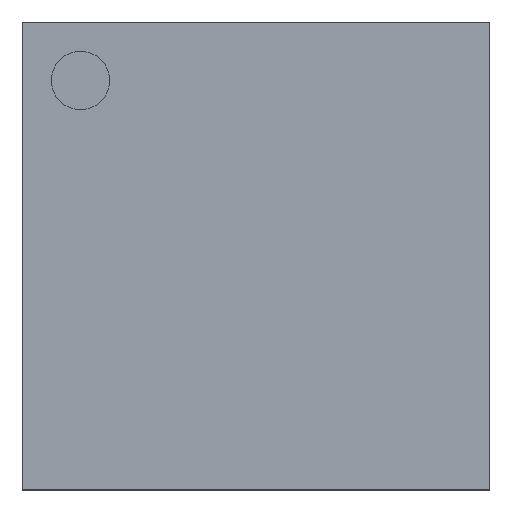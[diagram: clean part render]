
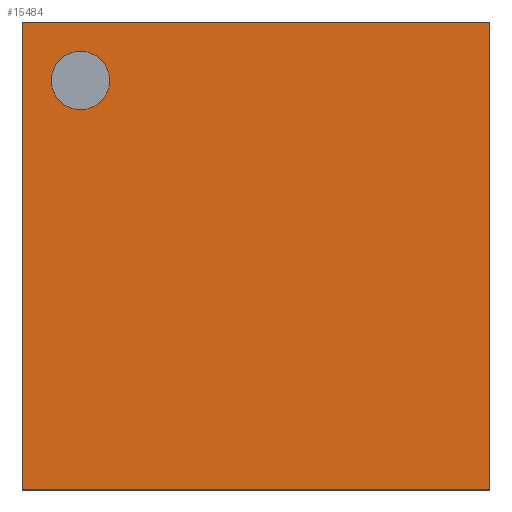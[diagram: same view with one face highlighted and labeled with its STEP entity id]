
A CAD part, top view. The second image highlights one B-rep face of the part: STEP entity #15484.
In plain terms, the highlighted planar face has unit normal (0, 0, 1).
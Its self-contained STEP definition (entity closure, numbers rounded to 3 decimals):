
#15295 = VERTEX_POINT('',#15296);
#15296 = CARTESIAN_POINT('',(-9.,-9.,1.2));
#15303 = PLANE('',#15304);
#15304 = AXIS2_PLACEMENT_3D('',#15305,#15306,#15307);
#15305 = CARTESIAN_POINT('',(-9.,-9.,0.43));
#15306 = DIRECTION('',(1.,0.,0.));
#15307 = DIRECTION('',(0.,0.,1.));
#15315 = PLANE('',#15316);
#15316 = AXIS2_PLACEMENT_3D('',#15317,#15318,#15319);
#15317 = CARTESIAN_POINT('',(-9.,-9.,0.43));
#15318 = DIRECTION('',(0.,1.,0.));
#15319 = DIRECTION('',(0.,0.,1.));
#15356 = VERTEX_POINT('',#15357);
#15357 = CARTESIAN_POINT('',(-9.,9.,1.2));
#15371 = PLANE('',#15372);
#15372 = AXIS2_PLACEMENT_3D('',#15373,#15374,#15375);
#15373 = CARTESIAN_POINT('',(-9.,9.,0.43));
#15374 = DIRECTION('',(0.,1.,0.));
#15375 = DIRECTION('',(0.,0.,1.));
#15383 = EDGE_CURVE('',#15295,#15356,#15384,.T.);
#15384 = SURFACE_CURVE('',#15385,(#15389,#15396),.PCURVE_S1.);
#15385 = LINE('',#15386,#15387);
#15386 = CARTESIAN_POINT('',(-9.,-9.,1.2));
#15387 = VECTOR('',#15388,1.);
#15388 = DIRECTION('',(0.,1.,0.));
#15389 = PCURVE('',#15303,#15390);
#15390 = DEFINITIONAL_REPRESENTATION('',(#15391),#15395);
#15391 = LINE('',#15392,#15393);
#15392 = CARTESIAN_POINT('',(0.77,0.));
#15393 = VECTOR('',#15394,1.);
#15394 = DIRECTION('',(0.,-1.));
#15395 = ( GEOMETRIC_REPRESENTATION_CONTEXT(2) 
PARAMETRIC_REPRESENTATION_CONTEXT() REPRESENTATION_CONTEXT('2D SPACE',''
  ) );
#15396 = PCURVE('',#15397,#15402);
#15397 = PLANE('',#15398);
#15398 = AXIS2_PLACEMENT_3D('',#15399,#15400,#15401);
#15399 = CARTESIAN_POINT('',(-9.,-9.,1.2));
#15400 = DIRECTION('',(0.,0.,1.));
#15401 = DIRECTION('',(1.,0.,0.));
#15402 = DEFINITIONAL_REPRESENTATION('',(#15403),#15407);
#15403 = LINE('',#15404,#15405);
#15404 = CARTESIAN_POINT('',(0.,0.));
#15405 = VECTOR('',#15406,1.);
#15406 = DIRECTION('',(0.,1.));
#15407 = ( GEOMETRIC_REPRESENTATION_CONTEXT(2) 
PARAMETRIC_REPRESENTATION_CONTEXT() REPRESENTATION_CONTEXT('2D SPACE',''
  ) );
#15436 = EDGE_CURVE('',#15295,#15437,#15439,.T.);
#15437 = VERTEX_POINT('',#15438);
#15438 = CARTESIAN_POINT('',(9.,-9.,1.2));
#15439 = SURFACE_CURVE('',#15440,(#15444,#15451),.PCURVE_S1.);
#15440 = LINE('',#15441,#15442);
#15441 = CARTESIAN_POINT('',(-9.,-9.,1.2));
#15442 = VECTOR('',#15443,1.);
#15443 = DIRECTION('',(1.,0.,0.));
#15444 = PCURVE('',#15315,#15445);
#15445 = DEFINITIONAL_REPRESENTATION('',(#15446),#15450);
#15446 = LINE('',#15447,#15448);
#15447 = CARTESIAN_POINT('',(0.77,0.));
#15448 = VECTOR('',#15449,1.);
#15449 = DIRECTION('',(0.,1.));
#15450 = ( GEOMETRIC_REPRESENTATION_CONTEXT(2) 
PARAMETRIC_REPRESENTATION_CONTEXT() REPRESENTATION_CONTEXT('2D SPACE',''
  ) );
#15451 = PCURVE('',#15397,#15452);
#15452 = DEFINITIONAL_REPRESENTATION('',(#15453),#15457);
#15453 = LINE('',#15454,#15455);
#15454 = CARTESIAN_POINT('',(0.,0.));
#15455 = VECTOR('',#15456,1.);
#15456 = DIRECTION('',(1.,0.));
#15457 = ( GEOMETRIC_REPRESENTATION_CONTEXT(2) 
PARAMETRIC_REPRESENTATION_CONTEXT() REPRESENTATION_CONTEXT('2D SPACE',''
  ) );
#15473 = PLANE('',#15474);
#15474 = AXIS2_PLACEMENT_3D('',#15475,#15476,#15477);
#15475 = CARTESIAN_POINT('',(9.,-9.,0.43));
#15476 = DIRECTION('',(1.,0.,0.));
#15477 = DIRECTION('',(0.,0.,1.));
#15484 = ADVANCED_FACE('',(#15485,#15533),#15397,.T.);
#15485 = FACE_BOUND('',#15486,.T.);
#15486 = EDGE_LOOP('',(#15487,#15488,#15489,#15512));
#15487 = ORIENTED_EDGE('',*,*,#15383,.F.);
#15488 = ORIENTED_EDGE('',*,*,#15436,.T.);
#15489 = ORIENTED_EDGE('',*,*,#15490,.T.);
#15490 = EDGE_CURVE('',#15437,#15491,#15493,.T.);
#15491 = VERTEX_POINT('',#15492);
#15492 = CARTESIAN_POINT('',(9.,9.,1.2));
#15493 = SURFACE_CURVE('',#15494,(#15498,#15505),.PCURVE_S1.);
#15494 = LINE('',#15495,#15496);
#15495 = CARTESIAN_POINT('',(9.,-9.,1.2));
#15496 = VECTOR('',#15497,1.);
#15497 = DIRECTION('',(0.,1.,0.));
#15498 = PCURVE('',#15397,#15499);
#15499 = DEFINITIONAL_REPRESENTATION('',(#15500),#15504);
#15500 = LINE('',#15501,#15502);
#15501 = CARTESIAN_POINT('',(18.,0.));
#15502 = VECTOR('',#15503,1.);
#15503 = DIRECTION('',(0.,1.));
#15504 = ( GEOMETRIC_REPRESENTATION_CONTEXT(2) 
PARAMETRIC_REPRESENTATION_CONTEXT() REPRESENTATION_CONTEXT('2D SPACE',''
  ) );
#15505 = PCURVE('',#15473,#15506);
#15506 = DEFINITIONAL_REPRESENTATION('',(#15507),#15511);
#15507 = LINE('',#15508,#15509);
#15508 = CARTESIAN_POINT('',(0.77,0.));
#15509 = VECTOR('',#15510,1.);
#15510 = DIRECTION('',(0.,-1.));
#15511 = ( GEOMETRIC_REPRESENTATION_CONTEXT(2) 
PARAMETRIC_REPRESENTATION_CONTEXT() REPRESENTATION_CONTEXT('2D SPACE',''
  ) );
#15512 = ORIENTED_EDGE('',*,*,#15513,.F.);
#15513 = EDGE_CURVE('',#15356,#15491,#15514,.T.);
#15514 = SURFACE_CURVE('',#15515,(#15519,#15526),.PCURVE_S1.);
#15515 = LINE('',#15516,#15517);
#15516 = CARTESIAN_POINT('',(-9.,9.,1.2));
#15517 = VECTOR('',#15518,1.);
#15518 = DIRECTION('',(1.,0.,0.));
#15519 = PCURVE('',#15397,#15520);
#15520 = DEFINITIONAL_REPRESENTATION('',(#15521),#15525);
#15521 = LINE('',#15522,#15523);
#15522 = CARTESIAN_POINT('',(0.,18.));
#15523 = VECTOR('',#15524,1.);
#15524 = DIRECTION('',(1.,0.));
#15525 = ( GEOMETRIC_REPRESENTATION_CONTEXT(2) 
PARAMETRIC_REPRESENTATION_CONTEXT() REPRESENTATION_CONTEXT('2D SPACE',''
  ) );
#15526 = PCURVE('',#15371,#15527);
#15527 = DEFINITIONAL_REPRESENTATION('',(#15528),#15532);
#15528 = LINE('',#15529,#15530);
#15529 = CARTESIAN_POINT('',(0.77,0.));
#15530 = VECTOR('',#15531,1.);
#15531 = DIRECTION('',(0.,1.));
#15532 = ( GEOMETRIC_REPRESENTATION_CONTEXT(2) 
PARAMETRIC_REPRESENTATION_CONTEXT() REPRESENTATION_CONTEXT('2D SPACE',''
  ) );
#15533 = FACE_BOUND('',#15534,.T.);
#15534 = EDGE_LOOP('',(#15535));
#15535 = ORIENTED_EDGE('',*,*,#15536,.F.);
#15536 = EDGE_CURVE('',#15537,#15537,#15539,.T.);
#15537 = VERTEX_POINT('',#15538);
#15538 = CARTESIAN_POINT('',(-5.625,6.75,1.2));
#15539 = SURFACE_CURVE('',#15540,(#15545,#15552),.PCURVE_S1.);
#15540 = CIRCLE('',#15541,1.125);
#15541 = AXIS2_PLACEMENT_3D('',#15542,#15543,#15544);
#15542 = CARTESIAN_POINT('',(-6.75,6.75,1.2));
#15543 = DIRECTION('',(0.,0.,1.));
#15544 = DIRECTION('',(1.,0.,0.));
#15545 = PCURVE('',#15397,#15546);
#15546 = DEFINITIONAL_REPRESENTATION('',(#15547),#15551);
#15547 = CIRCLE('',#15548,1.125);
#15548 = AXIS2_PLACEMENT_2D('',#15549,#15550);
#15549 = CARTESIAN_POINT('',(2.25,15.75));
#15550 = DIRECTION('',(1.,0.));
#15551 = ( GEOMETRIC_REPRESENTATION_CONTEXT(2) 
PARAMETRIC_REPRESENTATION_CONTEXT() REPRESENTATION_CONTEXT('2D SPACE',''
  ) );
#15552 = PCURVE('',#15553,#15558);
#15553 = CYLINDRICAL_SURFACE('',#15554,1.125);
#15554 = AXIS2_PLACEMENT_3D('',#15555,#15556,#15557);
#15555 = CARTESIAN_POINT('',(-6.75,6.75,1.08));
#15556 = DIRECTION('',(0.,0.,1.));
#15557 = DIRECTION('',(1.,0.,0.));
#15558 = DEFINITIONAL_REPRESENTATION('',(#15559),#15563);
#15559 = LINE('',#15560,#15561);
#15560 = CARTESIAN_POINT('',(0.,0.12));
#15561 = VECTOR('',#15562,1.);
#15562 = DIRECTION('',(1.,0.));
#15563 = ( GEOMETRIC_REPRESENTATION_CONTEXT(2) 
PARAMETRIC_REPRESENTATION_CONTEXT() REPRESENTATION_CONTEXT('2D SPACE',''
  ) );
